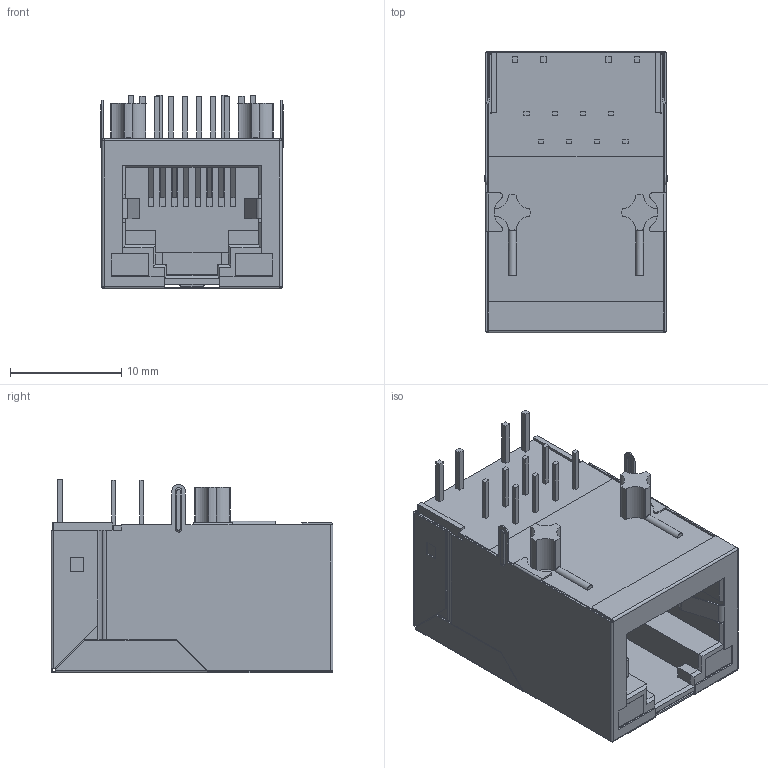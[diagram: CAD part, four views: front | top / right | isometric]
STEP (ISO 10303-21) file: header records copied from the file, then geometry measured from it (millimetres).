
FILE_DESCRIPTION( ( 'Unknown' ), '1' );
FILE_NAME( '7499010121A.stp', 'Unknown', ( 'Unknown' ), ( 'Unknown' ), 'PSStep 17.0.49', 'Unknown', ' ' );
FILE_SCHEMA( ( 'AUTOMOTIVE_DESIGN { 1 0 10303 214 1 1 1 1 }' ) );
Length unit declared in the file: millimetre
Products named in the file (6): Assem1; Insulator; Insulator_2; Shielding; LED
Assembly tree (5 placements, depth 2):
  Assem1
    Insulator
    Insulator_2
    Shielding
    LED
    LED
Bounding box: 16.4 x 25.3 x 17.4 mm (x, y, z)
Volume: 2707 mm3; surface area: 8355.2 mm2
Topology: 5 solids, 5 shells, 895 faces, 2478 edges, 1602 vertices
Faces by surface type: plane 630, cylinder 225, extrusion 14, sphere 10, bspline 8, torus 8
Entity records: 35900 total; most frequent: CARTESIAN_POINT 5711, ORIENTED_EDGE 4936, DIRECTION 4544, EDGE_CURVE 2468, VECTOR 1890, LINE 1876, VERTEX_POINT 1602, AXIS2_PLACEMENT_3D 1327
